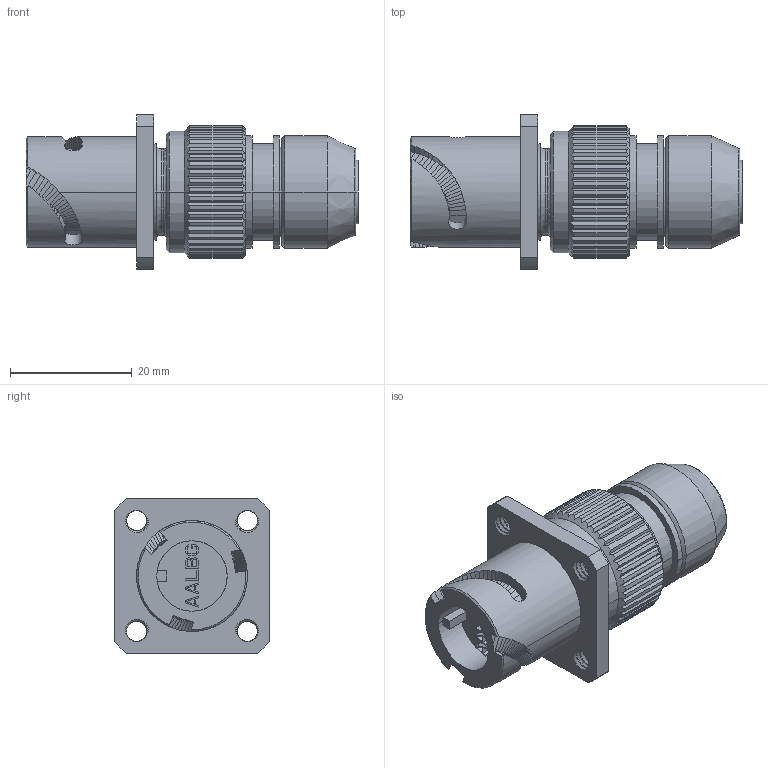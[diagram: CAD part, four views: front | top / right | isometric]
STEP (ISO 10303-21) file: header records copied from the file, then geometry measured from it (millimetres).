
FILE_DESCRIPTION((''),'2;1');
FILE_NAME('VG95234N-10_SW0001','2023-03-23T10:55:40',('paultorloting'),('NET AG system integration'),'CREO PARAMETRIC BY PTC INC, 2021404','CREO PARAMETRIC BY PTC INC, 2021404','');
FILE_SCHEMA(('AUTOMOTIVE_DESIGN { 1 0 10303 214 1 1 1 1 }'));
Length unit declared in the file: millimetre
Products named in the file (1): VG95234N-10_SW0001
Bounding box: 54.5 x 25.4 x 25.4 mm (x, y, z)
Volume: 14358.9 mm3; surface area: 6492.2 mm2
Topology: 1 solids, 1 shells, 746 faces, 1973 edges, 1260 vertices
Faces by surface type: plane 376, bspline 219, cylinder 111, cone 26, torus 14
Entity records: 34684 total; most frequent: CARTESIAN_POINT 13963, ORIENTED_EDGE 3946, DIRECTION 2656, EDGE_CURVE 1973, VERTEX_POINT 1260, VECTOR 1135, LINE 1135, EDGE_LOOP 785
